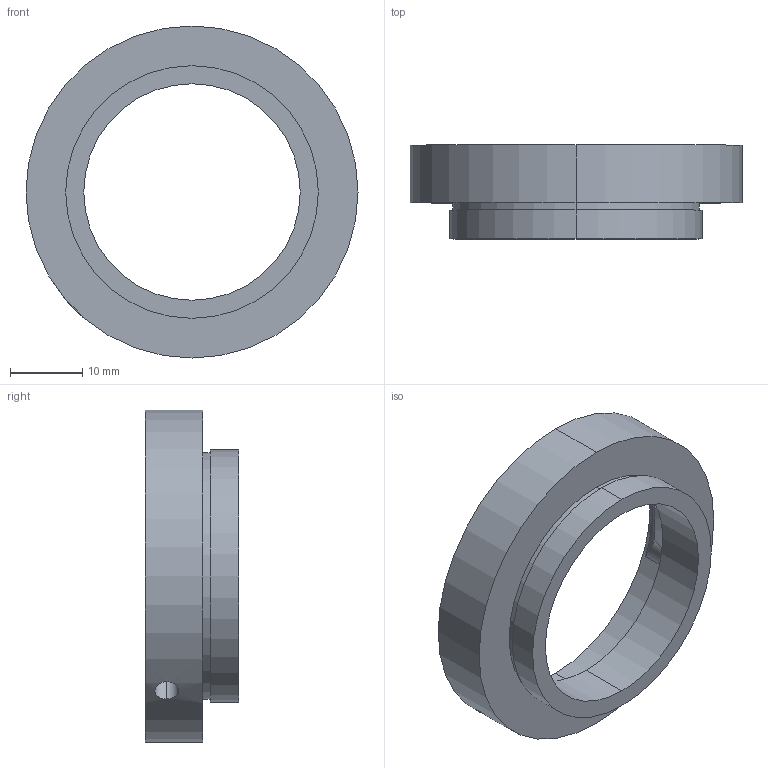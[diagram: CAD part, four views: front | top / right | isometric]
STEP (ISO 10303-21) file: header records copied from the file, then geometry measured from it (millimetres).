
FILE_DESCRIPTION (( 'STEP AP203' ), '1' );
FILE_NAME ('510009.STEP', '2019-09-29T08:11:53', ( '' ), ( '' ), 'SwSTEP 2.0', 'SolidWorks 2016', '' );
FILE_SCHEMA (( 'CONFIG_CONTROL_DESIGN' ));
Length unit declared in the file: millimetre
Products named in the file (2): 510009
Bounding box: 46 x 13 x 46 mm (x, y, z)
Volume: 6696.1 mm3; surface area: 5110.6 mm2
Topology: 1 solids, 1 shells, 30 faces, 67 edges, 43 vertices
Faces by surface type: cylinder 19, plane 5, cone 4, torus 2
Entity records: 1221 total; most frequent: CARTESIAN_POINT 381, DIRECTION 152, ORIENTED_EDGE 134, EDGE_CURVE 67, AXIS2_PLACEMENT_3D 66, VERTEX_POINT 43, EDGE_LOOP 38, CIRCLE 34
